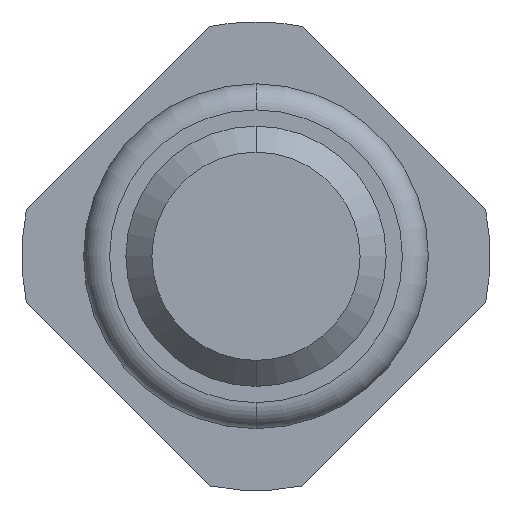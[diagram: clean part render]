
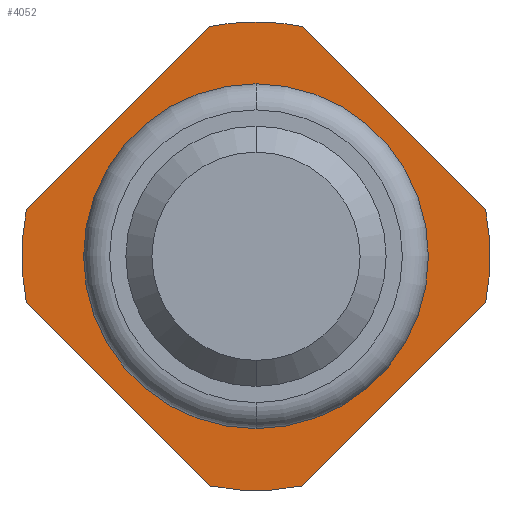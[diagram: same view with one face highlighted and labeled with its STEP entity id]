
A CAD part, front view. The second image highlights one B-rep face of the part: STEP entity #4052.
In plain terms, the highlighted planar face has unit normal (0, -1, 0).
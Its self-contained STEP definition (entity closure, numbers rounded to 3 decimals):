
#56 = FACE_BOUND ( 'NONE', #2047, .T. ) ;
#57 = CARTESIAN_POINT ( 'NONE',  ( -0.357, -2., 1.764 ) ) ;
#64 = LINE ( 'NONE', #2375, #816 ) ;
#76 = CARTESIAN_POINT ( 'NONE',  ( 0., -2., 0. ) ) ;
#223 = EDGE_CURVE ( 'Defeature ausgef�hrt2_4+Defeature ausgef�hrt2_0+Defeature ausgef�hrt2_15+Defeature ausgef�hrt2_16', #1466, #2181, #3761, .T. ) ;
#227 = ORIENTED_EDGE ( 'NONE', *, *, #324, .F. ) ;
#289 = EDGE_LOOP ( 'NONE', ( #2812, #4512, #887, #2223, #2325, #4548, #2548, #227, #1476 ) ) ;
#294 = DIRECTION ( 'NONE',  ( 0., 0., 1. ) ) ;
#324 = EDGE_CURVE ( 'Defeature ausgef�hrt2_15+Defeature ausgef�hrt2_0+Defeature ausgef�hrt2_1+Defeature ausgef�hrt2_4', #2567, #1466, #1629, .T. ) ;
#363 = VERTEX_POINT ( 'NONE', #1511 ) ;
#577 = EDGE_CURVE ( 'Defeature ausgef�hrt2_17+Defeature ausgef�hrt2_0+Defeature ausgef�hrt2_3+Defeature ausgef�hrt2_2', #2126, #2084, #2561, .T. ) ;
#587 = CARTESIAN_POINT ( 'NONE',  ( 0.357, -2., -1.764 ) ) ;
#588 = DIRECTION ( 'NONE',  ( 0., 0., 1. ) ) ;
#649 = DIRECTION ( 'NONE',  ( 0., 0., 1. ) ) ;
#715 = CARTESIAN_POINT ( 'NONE',  ( 0., -2., 0. ) ) ;
#731 = CARTESIAN_POINT ( 'NONE',  ( 0., -2., 1.325 ) ) ;
#768 = CARTESIAN_POINT ( 'NONE',  ( 0., -2., 0. ) ) ;
#816 = VECTOR ( 'NONE', #3399, 1000. ) ;
#887 = ORIENTED_EDGE ( 'NONE', *, *, #2059, .F. ) ;
#992 = DIRECTION ( 'NONE',  ( 0., 1., 0. ) ) ;
#1042 = EDGE_CURVE ( 'Defeature ausgef�hrt2_0+Defeature ausgef�hrt2_12+Defeature ausgef�hrt2_12+Defeature ausgef�hrt2_12', #4127, #1503, #3340, .T. ) ;
#1062 = DIRECTION ( 'NONE',  ( 0., 1., 0. ) ) ;
#1108 = CIRCLE ( 'NONE', #1139, 1.8 ) ;
#1139 = AXIS2_PLACEMENT_3D ( 'NONE', #715, #3724, #1446 ) ;
#1148 = CARTESIAN_POINT ( 'NONE',  ( 0.357, -2., 1.764 ) ) ;
#1203 = CARTESIAN_POINT ( 'NONE',  ( -0.357, -2., -1.764 ) ) ;
#1222 = CARTESIAN_POINT ( 'NONE',  ( 0., -2., 0. ) ) ;
#1376 = PLANE ( 'NONE',  #1824 ) ;
#1387 = EDGE_CURVE ( 'Defeature ausgef�hrt2_18+Defeature ausgef�hrt2_0+Defeature ausgef�hrt2_2+Defeature ausgef�hrt2_1', #4782, #1988, #64, .T. ) ;
#1409 = ORIENTED_EDGE ( 'NONE', *, *, #1042, .T. ) ;
#1446 = DIRECTION ( 'NONE',  ( 0., 0., 1. ) ) ;
#1466 = VERTEX_POINT ( 'NONE', #587 ) ;
#1476 = ORIENTED_EDGE ( 'NONE', *, *, #2404, .F. ) ;
#1500 = DIRECTION ( 'NONE',  ( 0., 1., 0. ) ) ;
#1503 = VERTEX_POINT ( 'NONE', #3524 ) ;
#1506 = VECTOR ( 'NONE', #3034, 1000. ) ;
#1511 = CARTESIAN_POINT ( 'NONE',  ( -1.764, -2., -0.357 ) ) ;
#1523 = DIRECTION ( 'NONE',  ( 0., 0., 1. ) ) ;
#1629 = LINE ( 'NONE', #4163, #1506 ) ;
#1681 = CIRCLE ( 'NONE', #3847, 1.325 ) ;
#1684 = EDGE_CURVE ( 'Defeature ausgef�hrt2_3+Defeature ausgef�hrt2_0+Defeature ausgef�hrt2_16+Defeature ausgef�hrt2_17', #363, #2126, #4349, .T. ) ;
#1767 = AXIS2_PLACEMENT_3D ( 'NONE', #1222, #4293, #588 ) ;
#1800 = CARTESIAN_POINT ( 'NONE',  ( 0., -2., 1.8 ) ) ;
#1818 = CARTESIAN_POINT ( 'NONE',  ( 0., -2., 0. ) ) ;
#1824 = AXIS2_PLACEMENT_3D ( 'NONE', #2875, #992, #649 ) ;
#1988 = VERTEX_POINT ( 'NONE', #2979 ) ;
#2047 = EDGE_LOOP ( 'NONE', ( #1409, #2659 ) ) ;
#2059 = EDGE_CURVE ( 'Defeature ausgef�hrt2_2+Defeature ausgef�hrt2_0+Defeature ausgef�hrt2_17+Defeature ausgef�hrt2_18', #2084, #4179, #4407, .T. ) ;
#2084 = VERTEX_POINT ( 'NONE', #57 ) ;
#2121 = DIRECTION ( 'NONE',  ( 0., 1., 0. ) ) ;
#2126 = VERTEX_POINT ( 'NONE', #4200 ) ;
#2154 = DIRECTION ( 'NONE',  ( 0.707, 0., 0.707 ) ) ;
#2181 = VERTEX_POINT ( 'NONE', #1203 ) ;
#2223 = ORIENTED_EDGE ( 'NONE', *, *, #577, .F. ) ;
#2325 = ORIENTED_EDGE ( 'NONE', *, *, #1684, .F. ) ;
#2375 = CARTESIAN_POINT ( 'NONE',  ( 1.961, -2., 0.161 ) ) ;
#2404 = EDGE_CURVE ( 'Defeature ausgef�hrt2_1+Defeature ausgef�hrt2_0+Defeature ausgef�hrt2_18+Defeature ausgef�hrt2_15', #1988, #2567, #1108, .T. ) ;
#2523 = CARTESIAN_POINT ( 'NONE',  ( 0., -2., 0. ) ) ;
#2548 = ORIENTED_EDGE ( 'NONE', *, *, #223, .F. ) ;
#2561 = LINE ( 'NONE', #3552, #3092 ) ;
#2567 = VERTEX_POINT ( 'NONE', #4226 ) ;
#2609 = DIRECTION ( 'NONE',  ( 0., 0., 1. ) ) ;
#2659 = ORIENTED_EDGE ( 'NONE', *, *, #4385, .T. ) ;
#2682 = DIRECTION ( 'NONE',  ( 0., 0., 1. ) ) ;
#2796 = FACE_OUTER_BOUND ( 'NONE', #289, .T. ) ;
#2800 = AXIS2_PLACEMENT_3D ( 'NONE', #4401, #3655, #4783 ) ;
#2812 = ORIENTED_EDGE ( 'NONE', *, *, #1387, .F. ) ;
#2875 = CARTESIAN_POINT ( 'NONE',  ( 1.8, -2., 0. ) ) ;
#2979 = CARTESIAN_POINT ( 'NONE',  ( 1.764, -2., 0.357 ) ) ;
#3034 = DIRECTION ( 'NONE',  ( -0.707, 0., -0.707 ) ) ;
#3092 = VECTOR ( 'NONE', #2154, 1000. ) ;
#3187 = DIRECTION ( 'NONE',  ( -0.707, 0., 0.707 ) ) ;
#3340 = CIRCLE ( 'NONE', #3417, 1.325 ) ;
#3399 = DIRECTION ( 'NONE',  ( 0.707, 0., -0.707 ) ) ;
#3417 = AXIS2_PLACEMENT_3D ( 'NONE', #1818, #2121, #294 ) ;
#3447 = DIRECTION ( 'NONE',  ( 0., 1., 0. ) ) ;
#3484 = EDGE_CURVE ( 'Defeature ausgef�hrt2_16+Defeature ausgef�hrt2_0+Defeature ausgef�hrt2_4+Defeature ausgef�hrt2_3', #2181, #363, #4403, .T. ) ;
#3524 = CARTESIAN_POINT ( 'NONE',  ( 0., -2., -1.325 ) ) ;
#3552 = CARTESIAN_POINT ( 'NONE',  ( -0.161, -2., 1.961 ) ) ;
#3639 = EDGE_CURVE ( 'Defeature ausgef�hrt2_2+Defeature ausgef�hrt2_0+Defeature ausgef�hrt2_17+Defeature ausgef�hrt2_18', #4179, #4782, #4198, .T. ) ;
#3655 = DIRECTION ( 'NONE',  ( 0., 1., 0. ) ) ;
#3724 = DIRECTION ( 'NONE',  ( 0., 1., 0. ) ) ;
#3761 = CIRCLE ( 'NONE', #1767, 1.8 ) ;
#3847 = AXIS2_PLACEMENT_3D ( 'NONE', #76, #3447, #2682 ) ;
#4052 = ADVANCED_FACE ( 'Defeature ausgef�hrt2_0', ( #56, #2796 ), #1376, .F. ) ;
#4075 = AXIS2_PLACEMENT_3D ( 'NONE', #768, #1500, #2609 ) ;
#4127 = VERTEX_POINT ( 'NONE', #731 ) ;
#4163 = CARTESIAN_POINT ( 'NONE',  ( 1.961, -2., -0.161 ) ) ;
#4179 = VERTEX_POINT ( 'NONE', #1800 ) ;
#4198 = CIRCLE ( 'NONE', #4391, 1.8 ) ;
#4200 = CARTESIAN_POINT ( 'NONE',  ( -1.764, -2., 0.357 ) ) ;
#4226 = CARTESIAN_POINT ( 'NONE',  ( 1.764, -2., -0.357 ) ) ;
#4293 = DIRECTION ( 'NONE',  ( 0., 1., 0. ) ) ;
#4349 = CIRCLE ( 'NONE', #2800, 1.8 ) ;
#4376 = CARTESIAN_POINT ( 'NONE',  ( -0.161, -2., -1.961 ) ) ;
#4385 = EDGE_CURVE ( 'Defeature ausgef�hrt2_0+Defeature ausgef�hrt2_12+Defeature ausgef�hrt2_12+Defeature ausgef�hrt2_12', #1503, #4127, #1681, .T. ) ;
#4391 = AXIS2_PLACEMENT_3D ( 'NONE', #2523, #1062, #1523 ) ;
#4401 = CARTESIAN_POINT ( 'NONE',  ( 0., -2., 0. ) ) ;
#4403 = LINE ( 'NONE', #4376, #4559 ) ;
#4407 = CIRCLE ( 'NONE', #4075, 1.8 ) ;
#4512 = ORIENTED_EDGE ( 'NONE', *, *, #3639, .F. ) ;
#4548 = ORIENTED_EDGE ( 'NONE', *, *, #3484, .F. ) ;
#4559 = VECTOR ( 'NONE', #3187, 1000. ) ;
#4782 = VERTEX_POINT ( 'NONE', #1148 ) ;
#4783 = DIRECTION ( 'NONE',  ( 0., 0., 1. ) ) ;
